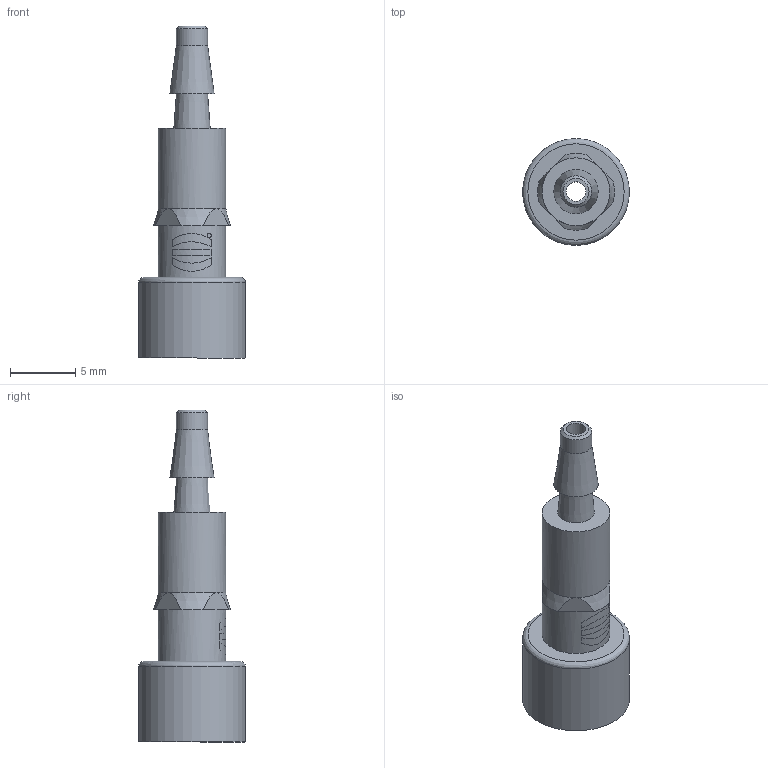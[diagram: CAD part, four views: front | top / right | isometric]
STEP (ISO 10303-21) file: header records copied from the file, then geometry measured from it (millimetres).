
FILE_DESCRIPTION(/* description */ (''),/* implementation_level */ '2;1');
FILE_NAME(/* name */ '100173006ugm000_c.stp',/* time_stamp */ '2017-11-03T09:36:05+01:00',/* author */ (''),/* organization */ (''),/* preprocessor_version */ 'ST-DEVELOPER v16',/* originating_system */ 'SIEMENS PLM Software NX 10.0',/* authorisation */ '');
FILE_SCHEMA (('AUTOMOTIVE_DESIGN { 1 0 10303 214 3 1 1 1 }'));
Length unit declared in the file: millimetre
Products named in the file (1): 100173006ugm000_c
Bounding box: 8.2 x 8.2 x 25.5 mm (x, y, z)
Volume: 321.6 mm3; surface area: 772.2 mm2
Topology: 1 solids, 1 shells, 37 faces, 91 edges, 79 vertices
Faces by surface type: plane 15, cylinder 12, cone 9, bspline 1
Full cylindrical faces by diameter (mm): 1.5 x1, 2.2 x1, 2.4 x1, 4.4 x1, 5.2 x2, 6.4 x1, 8.2 x1
Entity records: 1179 total; most frequent: CARTESIAN_POINT 261, DIRECTION 170, ORIENTED_EDGE 128, AXIS2_PLACEMENT_3D 77, EDGE_CURVE 64, EDGE_LOOP 62, VERTEX_POINT 52, FACE_BOUND 46
